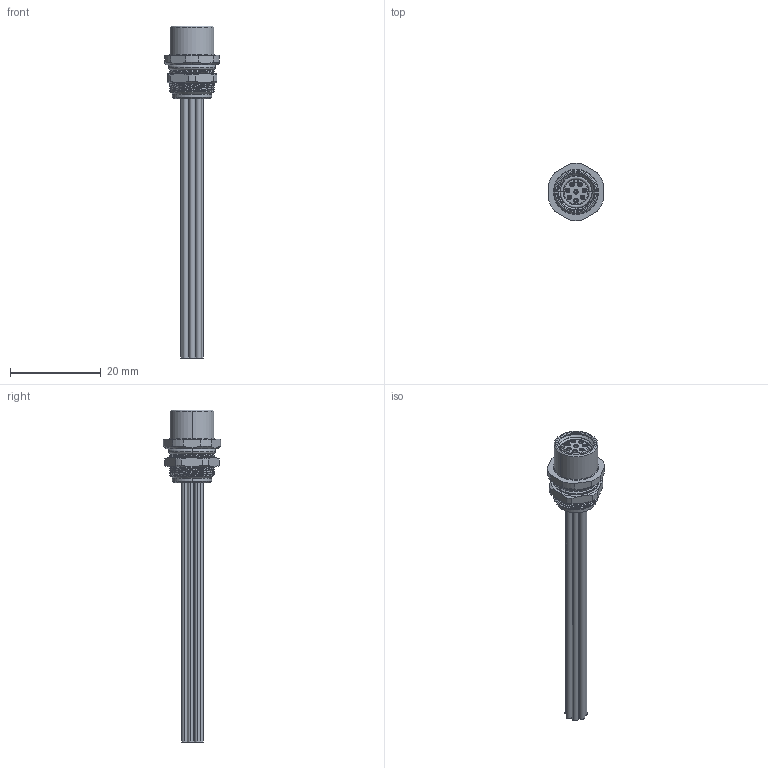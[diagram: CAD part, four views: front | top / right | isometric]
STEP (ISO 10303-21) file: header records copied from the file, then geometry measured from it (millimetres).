
FILE_DESCRIPTION((''),'2;1');
FILE_NAME('8P-K188','2025-09-17T',('gongchengVI'),(''),'PRO/ENGINEER BY PARAMETRIC TECHNOLOGY CORPORATION, 2010280','PRO/ENGINEER BY PARAMETRIC TECHNOLOGY CORPORATION, 2010280','');
FILE_SCHEMA(('CONFIG_CONTROL_DESIGN'));
Length unit declared in the file: millimetre
Products named in the file (1): 8P-K188
Bounding box: 12 x 12.6 x 73.2 mm (x, y, z)
Volume: 224.2 mm3; surface area: 4877.4 mm2
Topology: 1 solids, 22 shells, 714 faces, 1712 edges, 1058 vertices
Faces by surface type: cylinder 281, plane 203, cone 159, torus 48, bspline 23
Entity records: 26647 total; most frequent: CARTESIAN_POINT 10023, DIRECTION 3605, ORIENTED_EDGE 3360, EDGE_CURVE 1680, AXIS2_PLACEMENT_3D 1466, VERTEX_POINT 1058, EDGE_LOOP 802, CIRCLE 774
